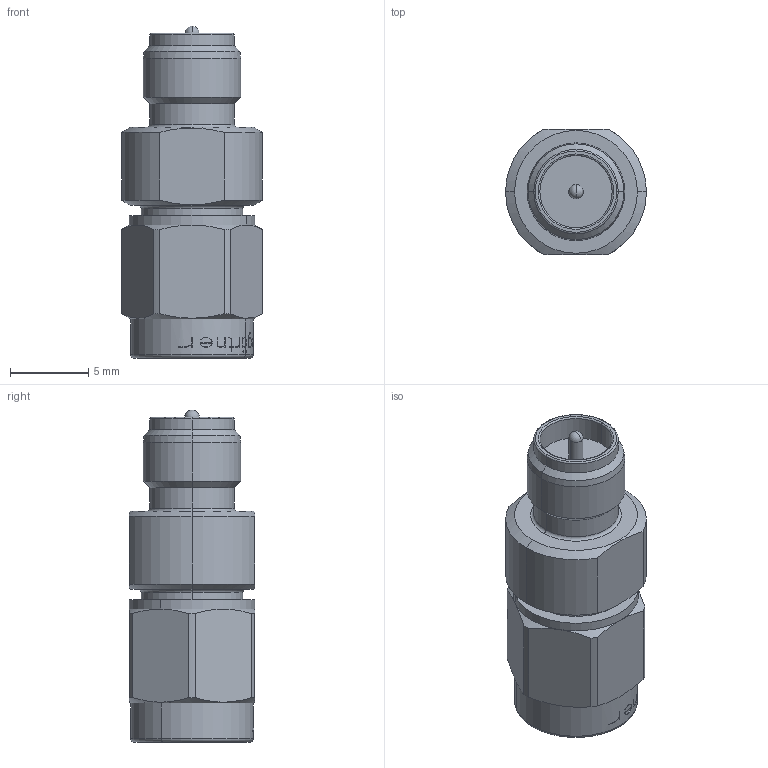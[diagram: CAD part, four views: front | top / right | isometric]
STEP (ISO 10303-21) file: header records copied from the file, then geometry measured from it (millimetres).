
FILE_DESCRIPTION (( 'STEP AP214' ), '1' );
FILE_NAME ('J01155R0085.STEP', '2013-06-12T13:41:55', ( 'Wartung1' ), ( '' ), 'SwSTEP 2.0', 'SolidWorks 2013', '' );
FILE_SCHEMA (( 'AUTOMOTIVE_DESIGN' ));
Length unit declared in the file: millimetre
Products named in the file (1): J01155R0085
Bounding box: 9 x 8 x 21.22 mm (x, y, z)
Volume: 871.9 mm3; surface area: 729.8 mm2
Topology: 1 solids, 1 shells, 367 faces, 990 edges, 646 vertices
Faces by surface type: plane 280, cylinder 53, cone 20, torus 10, sphere 4
Entity records: 15541 total; most frequent: CARTESIAN_POINT 3108, ORIENTED_EDGE 1972, DIRECTION 1590, EDGE_CURVE 986, VERTEX_POINT 646, AXIS2_PLACEMENT_3D 584, LINE 422, VECTOR 422
